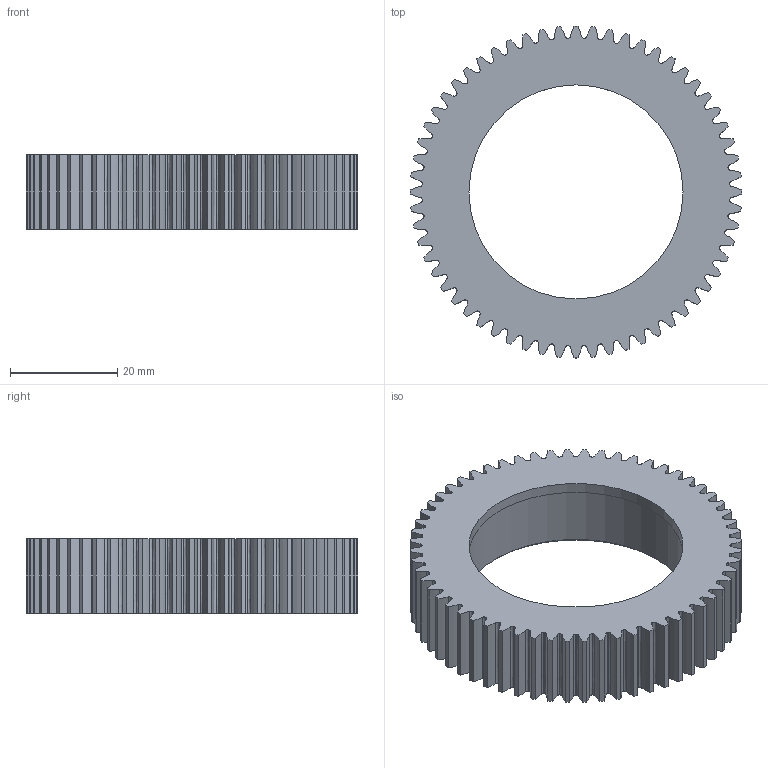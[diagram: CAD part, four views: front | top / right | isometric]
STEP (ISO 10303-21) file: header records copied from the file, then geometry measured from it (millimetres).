
FILE_DESCRIPTION(/* description */ (''),/* implementation_level */ '2;1');
FILE_NAME(/* name */ 'PJ-02_SunGear60.step',/* time_stamp */ '2026-02-13T13:05:18+01:00',/* author */ (''),/* organization */ (''),/* preprocessor_version */ 'ST-DEVELOPER v20.1',/* originating_system */ 'Autodesk Translation Framework v14.24.0.0',/* authorisation */ '');
FILE_SCHEMA (('AUTOMOTIVE_DESIGN { 1 0 10303 214 3 1 1 }'));
Length unit declared in the file: millimetre
Products named in the file (2): PJ-02b_SunGear60; Spur Gear (60 teeth)
Assembly tree (1 placements, depth 2):
  PJ-02b_SunGear60
    Spur Gear (60 teeth)
Bounding box: 62 x 62 x 14 mm (x, y, z)
Volume: 20197.1 mm3; surface area: 10054 mm2
Topology: 1 solids, 1 shells, 366 faces, 1088 edges, 725 vertices
Faces by surface type: bspline 240, cylinder 122, plane 3, cone 1
Full cylindrical faces by diameter (mm): 40 x1, 42.1 x1
Entity records: 44593 total; most frequent: CARTESIAN_POINT 36982, ORIENTED_EDGE 2176, EDGE_CURVE 1088, DIRECTION 871, VERTEX_POINT 725, B_SPLINE_CURVE_WITH_KNOTS 480, AXIS2_PLACEMENT_3D 374, EDGE_LOOP 369
